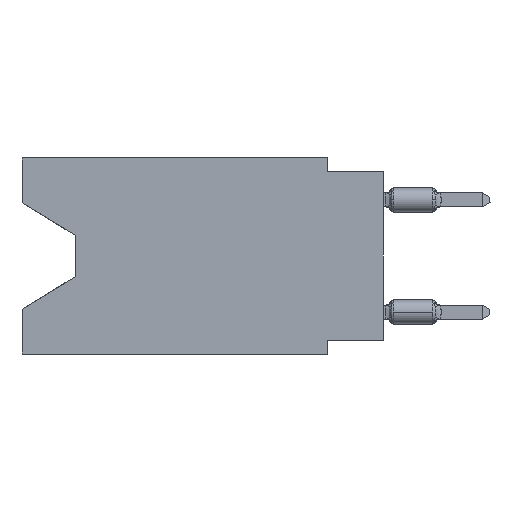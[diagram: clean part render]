
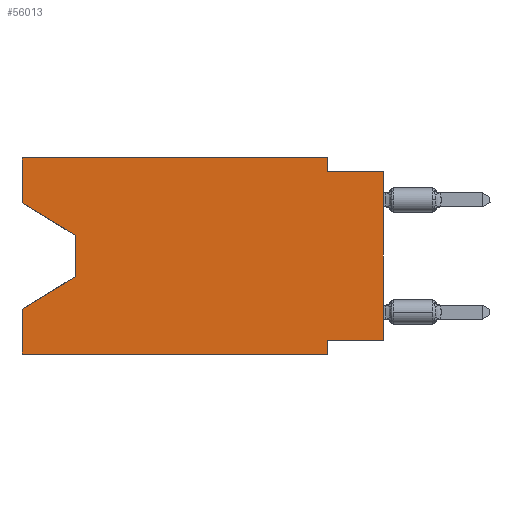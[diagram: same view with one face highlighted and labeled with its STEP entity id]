
A CAD part, left-side view. The second image highlights one B-rep face of the part: STEP entity #56013.
In plain terms, the highlighted planar face has unit normal (-1, 0, 0).
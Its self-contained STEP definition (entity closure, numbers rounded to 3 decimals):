
#411 = CARTESIAN_POINT ( 'NONE',  ( 0., 0., -8.255 ) ) ;
#1349 = VECTOR ( 'NONE', #62419, 1000. ) ;
#2583 = VERTEX_POINT ( 'NONE', #50987 ) ;
#2805 = CARTESIAN_POINT ( 'NONE',  ( 0., 2.54, -0.635 ) ) ;
#2956 = LINE ( 'NONE', #7731, #33395 ) ;
#3422 = FACE_OUTER_BOUND ( 'NONE', #3707, .T. ) ;
#3707 = EDGE_LOOP ( 'NONE', ( #66880, #12354, #9445, #44391, #47561, #25703, #40670, #32773, #59269, #45703, #52384, #42906 ) ) ;
#3827 = CARTESIAN_POINT ( 'NONE',  ( 0., 2.54, 0. ) ) ;
#4290 = LINE ( 'NONE', #19302, #33239 ) ;
#4520 = CARTESIAN_POINT ( 'NONE',  ( 0., 16.383, 0. ) ) ;
#4639 = CARTESIAN_POINT ( 'NONE',  ( 0., 16.383, -2.038 ) ) ;
#5803 = CARTESIAN_POINT ( 'NONE',  ( 0., 13.97, -3.505 ) ) ;
#7731 = CARTESIAN_POINT ( 'NONE',  ( 0., 2.54, -8.89 ) ) ;
#9445 = ORIENTED_EDGE ( 'NONE', *, *, #11359, .T. ) ;
#9762 = VERTEX_POINT ( 'NONE', #2805 ) ;
#9965 = DIRECTION ( 'NONE',  ( 0., 0., 1. ) ) ;
#10363 = LINE ( 'NONE', #26375, #15528 ) ;
#10386 = VECTOR ( 'NONE', #44091, 1000. ) ;
#11359 = EDGE_CURVE ( 'NONE', #2583, #57704, #63121, .T. ) ;
#12111 = CARTESIAN_POINT ( 'NONE',  ( 0., 2.54, -8.255 ) ) ;
#12119 = EDGE_CURVE ( 'NONE', #16725, #14925, #20550, .T. ) ;
#12354 = ORIENTED_EDGE ( 'NONE', *, *, #39342, .T. ) ;
#12431 = CARTESIAN_POINT ( 'NONE',  ( 0., 13.97, -3.505 ) ) ;
#12575 = VERTEX_POINT ( 'NONE', #12111 ) ;
#12816 = EDGE_CURVE ( 'NONE', #25218, #31362, #10363, .T. ) ;
#14458 = DIRECTION ( 'NONE',  ( 0., 0., 1. ) ) ;
#14925 = VERTEX_POINT ( 'NONE', #40720 ) ;
#15046 = DIRECTION ( 'NONE',  ( 0., 1., 0. ) ) ;
#15528 = VECTOR ( 'NONE', #14458, 1000. ) ;
#16442 = CARTESIAN_POINT ( 'NONE',  ( 0., 13.97, -5.385 ) ) ;
#16725 = VERTEX_POINT ( 'NONE', #56131 ) ;
#16776 = DIRECTION ( 'NONE',  ( 0., 0.855, -0.519 ) ) ;
#17418 = VERTEX_POINT ( 'NONE', #39541 ) ;
#18775 = CARTESIAN_POINT ( 'NONE',  ( 0., 16.383, 0. ) ) ;
#19302 = CARTESIAN_POINT ( 'NONE',  ( 0., 0., -0.635 ) ) ;
#20550 = LINE ( 'NONE', #41299, #1349 ) ;
#20743 = CARTESIAN_POINT ( 'NONE',  ( 0., 2.54, -8.89 ) ) ;
#21086 = EDGE_CURVE ( 'NONE', #60236, #57704, #28318, .T. ) ;
#23258 = EDGE_CURVE ( 'NONE', #14925, #9762, #50501, .T. ) ;
#23559 = CARTESIAN_POINT ( 'NONE',  ( 0., 16.383, 0. ) ) ;
#23734 = DIRECTION ( 'NONE',  ( 0., 0., -1. ) ) ;
#25218 = VERTEX_POINT ( 'NONE', #67361 ) ;
#25571 = VECTOR ( 'NONE', #45869, 1000. ) ;
#25703 = ORIENTED_EDGE ( 'NONE', *, *, #52593, .F. ) ;
#26342 = VECTOR ( 'NONE', #16776, 1000. ) ;
#26375 = CARTESIAN_POINT ( 'NONE',  ( 0., 0., 0. ) ) ;
#26936 = LINE ( 'NONE', #5803, #47898 ) ;
#27978 = DIRECTION ( 'NONE',  ( 0., 0., 1. ) ) ;
#28318 = LINE ( 'NONE', #23559, #36434 ) ;
#29741 = EDGE_CURVE ( 'NONE', #25218, #12575, #47732, .T. ) ;
#29744 = LINE ( 'NONE', #4520, #66972 ) ;
#31362 = VERTEX_POINT ( 'NONE', #42522 ) ;
#32367 = DIRECTION ( 'NONE',  ( 0., 0., -1. ) ) ;
#32773 = ORIENTED_EDGE ( 'NONE', *, *, #12816, .T. ) ;
#33239 = VECTOR ( 'NONE', #36278, 1000. ) ;
#33395 = VECTOR ( 'NONE', #23734, 1000. ) ;
#34495 = EDGE_CURVE ( 'NONE', #17418, #59134, #51306, .T. ) ;
#34758 = PLANE ( 'NONE',  #46185 ) ;
#36278 = DIRECTION ( 'NONE',  ( 0., -1., 0. ) ) ;
#36434 = VECTOR ( 'NONE', #27978, 1000. ) ;
#36649 = EDGE_CURVE ( 'NONE', #60236, #37709, #58755, .T. ) ;
#37704 = VECTOR ( 'NONE', #44057, 1000. ) ;
#37709 = VERTEX_POINT ( 'NONE', #20743 ) ;
#39342 = EDGE_CURVE ( 'NONE', #59134, #2583, #26936, .T. ) ;
#39541 = CARTESIAN_POINT ( 'NONE',  ( 0., 16.383, -2.038 ) ) ;
#40670 = ORIENTED_EDGE ( 'NONE', *, *, #29741, .F. ) ;
#40720 = CARTESIAN_POINT ( 'NONE',  ( 0., 2.54, 0. ) ) ;
#41299 = CARTESIAN_POINT ( 'NONE',  ( 0., 16.383, 0. ) ) ;
#42384 = VECTOR ( 'NONE', #15046, 1000. ) ;
#42440 = CARTESIAN_POINT ( 'NONE',  ( 0., 16.383, -8.89 ) ) ;
#42522 = CARTESIAN_POINT ( 'NONE',  ( 0., 0., -0.635 ) ) ;
#42906 = ORIENTED_EDGE ( 'NONE', *, *, #56820, .F. ) ;
#44057 = DIRECTION ( 'NONE',  ( 0., 0., -1. ) ) ;
#44091 = DIRECTION ( 'NONE',  ( 0., -1., 0. ) ) ;
#44391 = ORIENTED_EDGE ( 'NONE', *, *, #21086, .F. ) ;
#45703 = ORIENTED_EDGE ( 'NONE', *, *, #23258, .F. ) ;
#45869 = DIRECTION ( 'NONE',  ( 0., -0.855, -0.519 ) ) ;
#46185 = AXIS2_PLACEMENT_3D ( 'NONE', #18775, #50086, #67368 ) ;
#47561 = ORIENTED_EDGE ( 'NONE', *, *, #36649, .T. ) ;
#47732 = LINE ( 'NONE', #411, #42384 ) ;
#47898 = VECTOR ( 'NONE', #32367, 1000. ) ;
#48192 = CARTESIAN_POINT ( 'NONE',  ( 0., 16.383, -8.89 ) ) ;
#50086 = DIRECTION ( 'NONE',  ( 1., 0., 0. ) ) ;
#50501 = LINE ( 'NONE', #3827, #37704 ) ;
#50987 = CARTESIAN_POINT ( 'NONE',  ( 0., 13.97, -5.385 ) ) ;
#51306 = LINE ( 'NONE', #4639, #25571 ) ;
#52384 = ORIENTED_EDGE ( 'NONE', *, *, #12119, .F. ) ;
#52593 = EDGE_CURVE ( 'NONE', #12575, #37709, #2956, .T. ) ;
#52661 = EDGE_CURVE ( 'NONE', #9762, #31362, #4290, .T. ) ;
#56013 = ADVANCED_FACE ( 'NONE', ( #3422 ), #34758, .F. ) ;
#56131 = CARTESIAN_POINT ( 'NONE',  ( 0., 16.383, 0. ) ) ;
#56820 = EDGE_CURVE ( 'NONE', #17418, #16725, #29744, .T. ) ;
#57704 = VERTEX_POINT ( 'NONE', #62569 ) ;
#58755 = LINE ( 'NONE', #48192, #10386 ) ;
#59134 = VERTEX_POINT ( 'NONE', #12431 ) ;
#59269 = ORIENTED_EDGE ( 'NONE', *, *, #52661, .F. ) ;
#60236 = VERTEX_POINT ( 'NONE', #42440 ) ;
#62419 = DIRECTION ( 'NONE',  ( 0., -1., 0. ) ) ;
#62569 = CARTESIAN_POINT ( 'NONE',  ( 0., 16.383, -6.852 ) ) ;
#63121 = LINE ( 'NONE', #16442, #26342 ) ;
#66880 = ORIENTED_EDGE ( 'NONE', *, *, #34495, .T. ) ;
#66972 = VECTOR ( 'NONE', #9965, 1000. ) ;
#67361 = CARTESIAN_POINT ( 'NONE',  ( 0., 0., -8.255 ) ) ;
#67368 = DIRECTION ( 'NONE',  ( 0., 0., -1. ) ) ;
